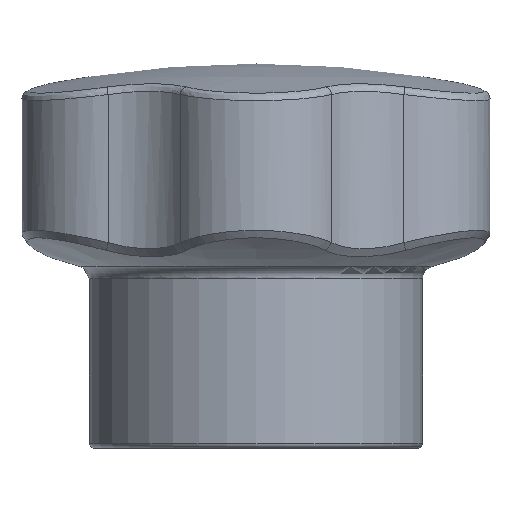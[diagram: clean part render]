
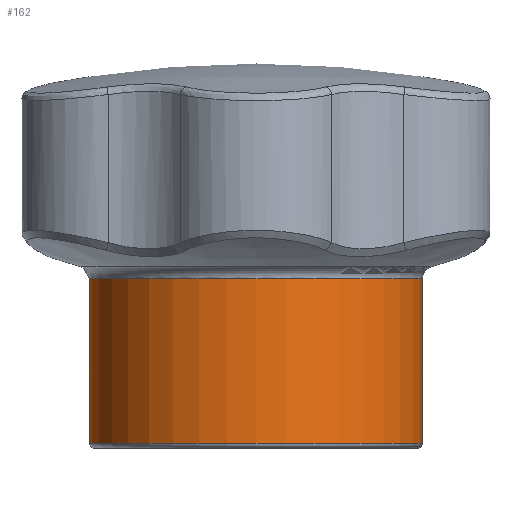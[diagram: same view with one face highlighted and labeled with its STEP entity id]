
A CAD part, front view. The second image highlights one B-rep face of the part: STEP entity #162.
In plain terms, the highlighted cylindrical face has radius 6.5 mm (diameter 13 mm), a full revolution.
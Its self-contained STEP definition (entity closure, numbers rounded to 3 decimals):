
#162 = ADVANCED_FACE( '', ( #330, #331 ), #332, .T. );
#330 = FACE_OUTER_BOUND( '', #2351, .T. );
#331 = FACE_OUTER_BOUND( '', #2352, .T. );
#332 = CYLINDRICAL_SURFACE( '', #2353, 6.5 );
#2351 = EDGE_LOOP( '', ( #2660 ) );
#2352 = EDGE_LOOP( '', ( #2661 ) );
#2353 = AXIS2_PLACEMENT_3D( '', #2662, #2663, #2664 );
#2660 = ORIENTED_EDGE( '', *, *, #2798, .T. );
#2661 = ORIENTED_EDGE( '', *, *, #2695, .T. );
#2662 = CARTESIAN_POINT( '', ( 0., 0., 15. ) );
#2663 = DIRECTION( '', ( 0., 0., -1. ) );
#2664 = DIRECTION( '', ( 1., 0., 0. ) );
#2695 = EDGE_CURVE( '', #2851, #2851, #2852, .T. );
#2798 = EDGE_CURVE( '', #2996, #2996, #2997, .F. );
#2851 = VERTEX_POINT( '', #3325 );
#2852 = CIRCLE( '', #3326, 6.5 );
#2996 = VERTEX_POINT( '', #4704 );
#2997 = CIRCLE( '', #4705, 6.5 );
#3325 = CARTESIAN_POINT( '', ( 6.5, 0., 0.2 ) );
#3326 = AXIS2_PLACEMENT_3D( '', #4826, #4827, #4828 );
#4704 = CARTESIAN_POINT( '', ( 6.5, 0., 6.609 ) );
#4705 = AXIS2_PLACEMENT_3D( '', #4874, #4875, #4876 );
#4826 = CARTESIAN_POINT( '', ( 0., 0., 0.2 ) );
#4827 = DIRECTION( '', ( 0., 0., 1. ) );
#4828 = DIRECTION( '', ( 1., 0., 0. ) );
#4874 = CARTESIAN_POINT( '', ( 0., 0., 6.609 ) );
#4875 = DIRECTION( '', ( 0., 0., 1. ) );
#4876 = DIRECTION( '', ( 1., 0., 0. ) );
